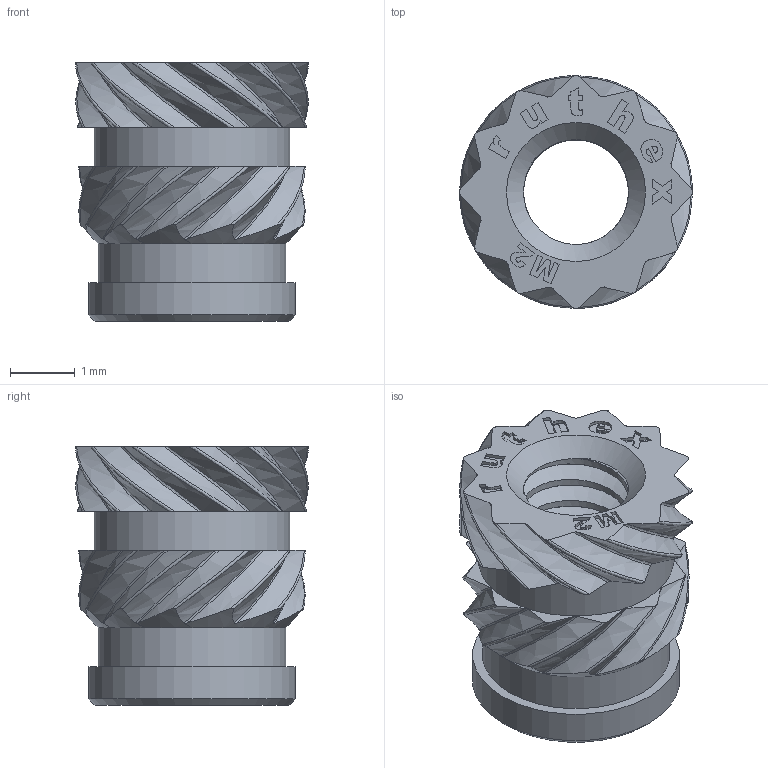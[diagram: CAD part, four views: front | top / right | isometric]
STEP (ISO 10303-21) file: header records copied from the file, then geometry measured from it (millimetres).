
FILE_DESCRIPTION(/* description */ (''),/* implementation_level */ '2;1');
FILE_NAME(/* name */ 'ruthex RX-M2x4 v0.step',/* time_stamp */ '2020-12-11T18:43:50+01:00',/* author */ (''),/* organization */ (''),/* preprocessor_version */ 'ST-DEVELOPER v18.1',/* originating_system */ 'Autodesk Translation Framework v9.7.1.1290',/* authorisation */ '');
FILE_SCHEMA (('AUTOMOTIVE_DESIGN { 1 0 10303 214 3 1 1 }'));
Length unit declared in the file: millimetre
Products named in the file (2): ruthex RX-M2x4; RX-M2-4
Assembly tree (1 placements, depth 2):
  ruthex RX-M2x4
    RX-M2-4
Bounding box: 3.6 x 3.6 x 4 mm (x, y, z)
Volume: 20.9 mm3; surface area: 101.2 mm2
Topology: 1 solids, 1 shells, 277 faces, 784 edges, 521 vertices
Faces by surface type: bspline 165, plane 82, cylinder 24, cone 6
Full cylindrical faces by diameter (mm): 1.623 x4, 2.074 x4, 2.9 x1, 3.03 x1, 3.2 x1
Entity records: 15275 total; most frequent: CARTESIAN_POINT 9432, ORIENTED_EDGE 1568, EDGE_CURVE 784, DIRECTION 563, VERTEX_POINT 521, B_SPLINE_CURVE_WITH_KNOTS 468, LINE 299, VECTOR 299
